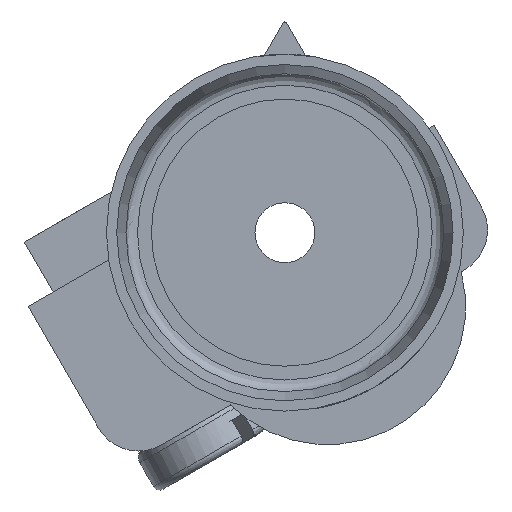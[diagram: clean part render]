
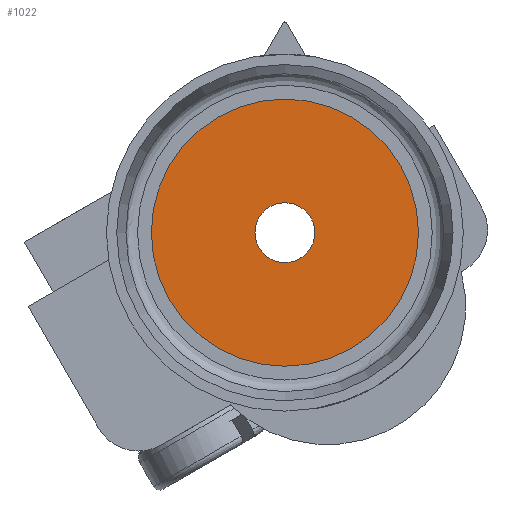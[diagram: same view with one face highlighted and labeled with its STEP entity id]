
A CAD part, front view. The second image highlights one B-rep face of the part: STEP entity #1022.
In plain terms, the highlighted planar face has unit normal (0, -1, 0).
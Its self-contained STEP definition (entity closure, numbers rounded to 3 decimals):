
#757=FACE_BOUND('',#1519,.T.);
#758=FACE_BOUND('',#1520,.T.);
#1022=ADVANCED_FACE('',(#757,#758),#1162,.T.);
#1162=PLANE('',#4309);
#1519=EDGE_LOOP('',(#2820));
#1520=EDGE_LOOP('',(#2821));
#2820=ORIENTED_EDGE('',*,*,#3702,.T.);
#2821=ORIENTED_EDGE('',*,*,#3703,.T.);
#3260=VERTEX_POINT('',#6663);
#3261=VERTEX_POINT('',#6666);
#3702=EDGE_CURVE('',#3260,#3260,#3866,.T.);
#3703=EDGE_CURVE('',#3261,#3261,#3867,.T.);
#3866=CIRCLE('',#4306,1.3);
#3867=CIRCLE('',#4308,5.8);
#4306=AXIS2_PLACEMENT_3D('',#6662,#5184,#5185);
#4308=AXIS2_PLACEMENT_3D('',#6665,#5188,#5189);
#4309=AXIS2_PLACEMENT_3D('',#6667,#5190,#5191);
#5184=DIRECTION('',(0.,1.,0.));
#5185=DIRECTION('',(-1.,0.,0.));
#5188=DIRECTION('',(0.,-1.,0.));
#5189=DIRECTION('',(0.5,0.,-0.866));
#5190=DIRECTION('',(0.,-1.,0.));
#5191=DIRECTION('',(0.866,0.,0.5));
#6662=CARTESIAN_POINT('',(0.,11.95,0.));
#6663=CARTESIAN_POINT('',(-1.3,11.95,0.));
#6665=CARTESIAN_POINT('',(0.,11.95,0.));
#6666=CARTESIAN_POINT('',(2.9,11.95,-5.023));
#6667=CARTESIAN_POINT('',(-2.335,11.95,-8.715));
